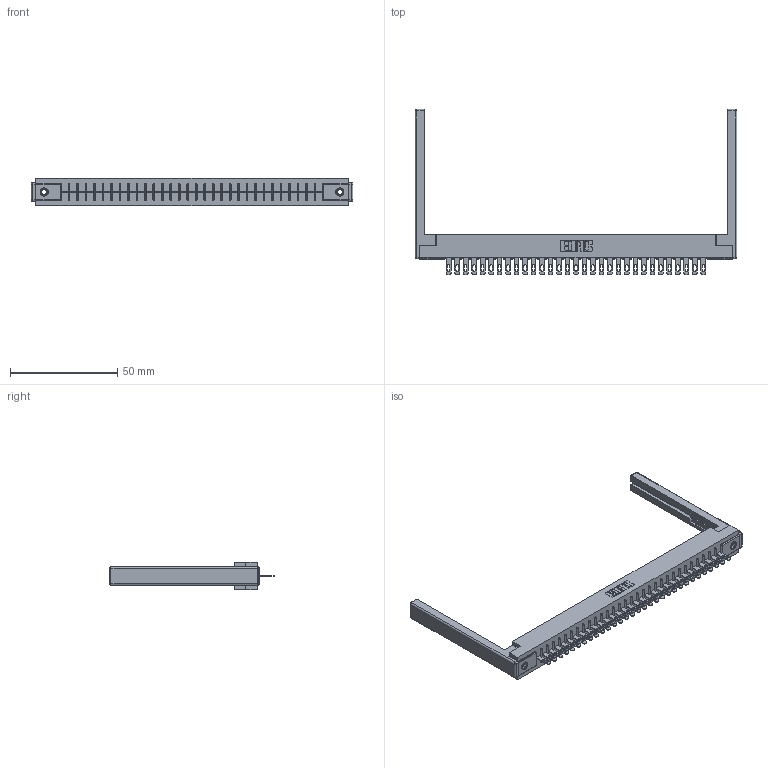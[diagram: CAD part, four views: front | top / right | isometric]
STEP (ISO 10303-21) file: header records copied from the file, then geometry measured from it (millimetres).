
FILE_DESCRIPTION (( 'STEP AP203' ), '1' );
FILE_NAME ('306-031-500-168.STEP', '2019-09-11T22:31:03', ( '' ), ( '' ), 'SwSTEP 2.0', 'SolidWorks 2016', '' );
FILE_SCHEMA (( 'CONFIG_CONTROL_DESIGN' ));
Length unit declared in the file: inch
Products named in the file (5): 345-250-001_345-250-001-102; 306-290-001_100; 306-031-500-168; 307-220-068; 306 Part_.156 Dia
Assembly tree (36 placements, depth 2):
  306-031-500-168
    306 Part_.156 Dia
    306-290-001_100  x31
    345-250-001_345-250-001-102  x2
    307-220-068  x2
Bounding box: 150.27 x 77.17 x 12.7 mm (x, y, z)
Volume: 20976.3 mm3; surface area: 21543.8 mm2
Topology: 36 solids, 36 shells, 2626 faces, 7371 edges, 4726 vertices
Faces by surface type: plane 1706, cylinder 772, sphere 132, cone 12, torus 4
Entity records: 33257 total; most frequent: CARTESIAN_POINT 5549, ORIENTED_EDGE 5492, DIRECTION 5486, EDGE_CURVE 2746, VECTOR 2136, LINE 2136, VERTEX_POINT 1738, AXIS2_PLACEMENT_3D 1675
